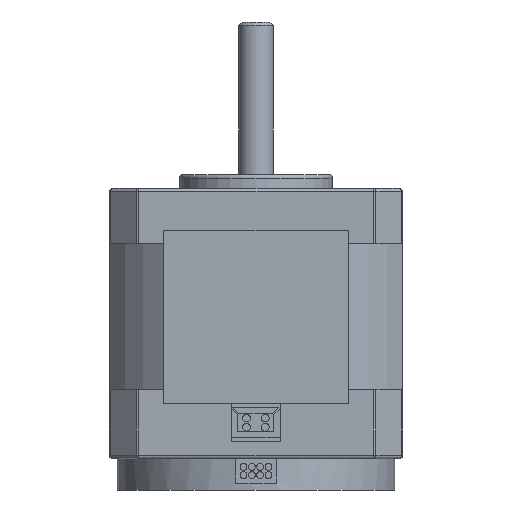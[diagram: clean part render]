
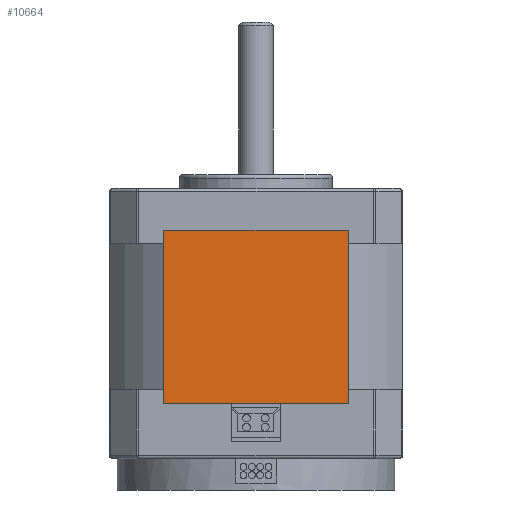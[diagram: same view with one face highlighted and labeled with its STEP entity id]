
A CAD part, front view. The second image highlights one B-rep face of the part: STEP entity #10664.
In plain terms, the highlighted planar face has unit normal (0, -1, 0).
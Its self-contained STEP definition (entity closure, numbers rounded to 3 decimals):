
#321 = EDGE_CURVE ( 'NONE', #3010, #8789, #2332, .T. ) ;
#790 = VECTOR ( 'NONE', #10407, 1000. ) ;
#877 = VECTOR ( 'NONE', #7264, 1000. ) ;
#1040 = CARTESIAN_POINT ( 'NONE',  ( 13.314, -21.16, -21. ) ) ;
#1151 = ORIENTED_EDGE ( 'NONE', *, *, #10396, .F. ) ;
#1259 = DIRECTION ( 'NONE',  ( -1., 0., 0. ) ) ;
#1910 = VERTEX_POINT ( 'NONE', #3488 ) ;
#1989 = AXIS2_PLACEMENT_3D ( 'NONE', #8168, #2263, #4105 ) ;
#2258 = ORIENTED_EDGE ( 'NONE', *, *, #7573, .T. ) ;
#2263 = DIRECTION ( 'NONE',  ( 0., 1., 0. ) ) ;
#2332 = LINE ( 'NONE', #5597, #877 ) ;
#2785 = ORIENTED_EDGE ( 'NONE', *, *, #321, .T. ) ;
#2888 = LINE ( 'NONE', #5328, #790 ) ;
#3010 = VERTEX_POINT ( 'NONE', #4635 ) ;
#3232 = CARTESIAN_POINT ( 'NONE',  ( -13.314, -21.16, -21. ) ) ;
#3488 = CARTESIAN_POINT ( 'NONE',  ( 13.314, -21.16, 4. ) ) ;
#3711 = LINE ( 'NONE', #8294, #5699 ) ;
#4075 = FACE_OUTER_BOUND ( 'NONE', #5068, .T. ) ;
#4105 = DIRECTION ( 'NONE',  ( -1., 0., 0. ) ) ;
#4615 = ORIENTED_EDGE ( 'NONE', *, *, #9444, .F. ) ;
#4635 = CARTESIAN_POINT ( 'NONE',  ( -13.314, -21.16, 4. ) ) ;
#5068 = EDGE_LOOP ( 'NONE', ( #1151, #2258, #2785, #4615 ) ) ;
#5124 = LINE ( 'NONE', #8014, #7967 ) ;
#5328 = CARTESIAN_POINT ( 'NONE',  ( 13.314, -21.16, 63.85 ) ) ;
#5597 = CARTESIAN_POINT ( 'NONE',  ( -13.314, -21.16, 63.85 ) ) ;
#5699 = VECTOR ( 'NONE', #9820, 1000. ) ;
#7264 = DIRECTION ( 'NONE',  ( 0., 0., -1. ) ) ;
#7573 = EDGE_CURVE ( 'NONE', #1910, #3010, #5124, .T. ) ;
#7967 = VECTOR ( 'NONE', #1259, 1000. ) ;
#8014 = CARTESIAN_POINT ( 'NONE',  ( -13.314, -21.16, 4. ) ) ;
#8168 = CARTESIAN_POINT ( 'NONE',  ( -13.314, -21.16, 63.85 ) ) ;
#8294 = CARTESIAN_POINT ( 'NONE',  ( -13.314, -21.16, -21. ) ) ;
#8548 = VERTEX_POINT ( 'NONE', #1040 ) ;
#8789 = VERTEX_POINT ( 'NONE', #3232 ) ;
#9120 = PLANE ( 'NONE',  #1989 ) ;
#9444 = EDGE_CURVE ( 'NONE', #8548, #8789, #3711, .T. ) ;
#9820 = DIRECTION ( 'NONE',  ( -1., 0., 0. ) ) ;
#10396 = EDGE_CURVE ( 'NONE', #1910, #8548, #2888, .T. ) ;
#10407 = DIRECTION ( 'NONE',  ( 0., 0., -1. ) ) ;
#10664 = ADVANCED_FACE ( 'NONE', ( #4075 ), #9120, .F. ) ;
